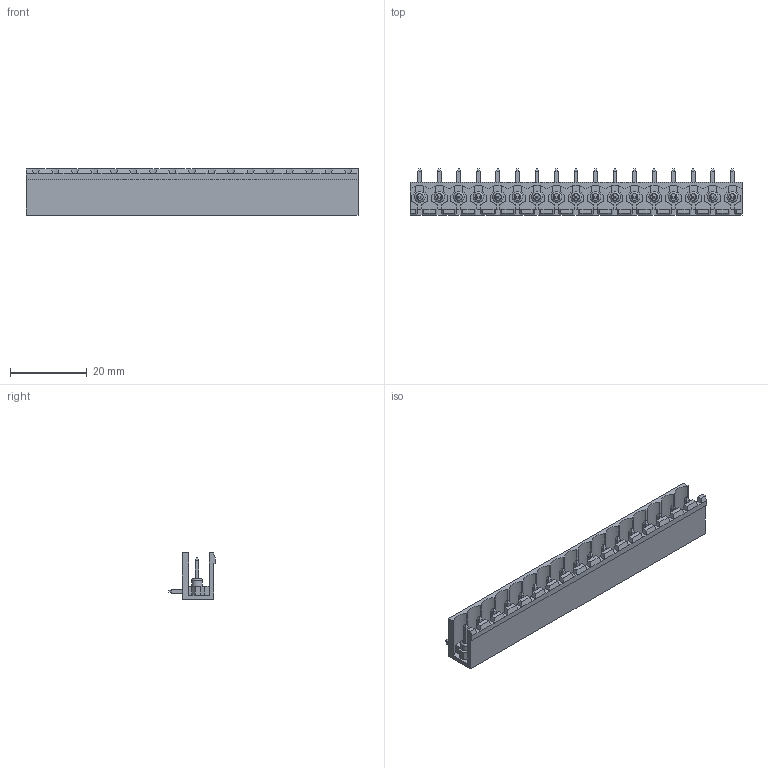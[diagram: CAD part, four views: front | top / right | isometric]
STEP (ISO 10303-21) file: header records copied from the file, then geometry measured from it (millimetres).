
FILE_DESCRIPTION( ( 'Unknown' ), '1' );
FILE_NAME( '691312510017.stp', 'Unknown', ( 'Unknown' ), ( 'Unknown' ), 'PSStep 15.0.49', 'Unknown', ' ' );
FILE_SCHEMA( ( 'AUTOMOTIVE_DESIGN { 1 0 10303 214 1 1 1 1 }' ) );
Length unit declared in the file: millimetre
Products named in the file (3): Assem1; 6913125100xx_PIN; 691311500117
Assembly tree (18 placements, depth 2):
  Assem1
    6913125100xx_PIN  x17
    691311500117
Bounding box: 86.36 x 12 x 12 mm (x, y, z)
Volume: 3410.2 mm3; surface area: 7778.6 mm2
Topology: 18 solids, 18 shells, 865 faces, 2317 edges, 1488 vertices
Faces by surface type: plane 797, cylinder 51, torus 17
Full cylindrical faces by diameter (mm): 2.75 x17
Entity records: 23895 total; most frequent: CARTESIAN_POINT 3405, ORIENTED_EDGE 3348, DIRECTION 3019, EDGE_CURVE 1674, LINE 1553, VECTOR 1553, VERTEX_POINT 1119, AXIS2_PLACEMENT_3D 733
